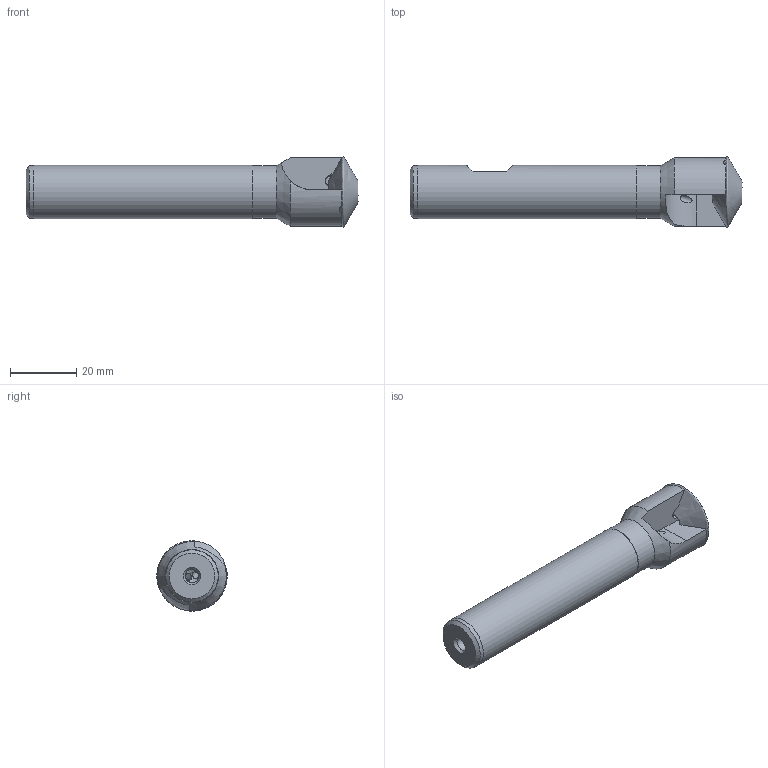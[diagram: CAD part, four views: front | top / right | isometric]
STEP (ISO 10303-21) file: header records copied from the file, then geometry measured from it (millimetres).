
FILE_DESCRIPTION (( 'STEP AP214' ), '1' );
FILE_NAME ('EF-30-84-2.STEP', '2013-11-08T10:56:07', ( '' ), ( '' ), 'SwSTEP 2.0', 'SolidWorks 2013', '' );
FILE_SCHEMA (( 'AUTOMOTIVE_DESIGN' ));
Length unit declared in the file: millimetre
Products named in the file (1): EF-30-84-2
Bounding box: 100.01 x 21.18 x 21.18 mm (x, y, z)
Volume: 18732.8 mm3; surface area: 7152.9 mm2
Topology: 1 solids, 1 shells, 41 faces, 120 edges, 77 vertices
Faces by surface type: plane 19, cylinder 13, cone 8, bspline 1
Full cylindrical faces by diameter (mm): 2.1 x2, 4 x1, 15.8 x1, 16 x1
Entity records: 2064 total; most frequent: CARTESIAN_POINT 1090, ORIENTED_EDGE 192, DIRECTION 170, EDGE_CURVE 96, AXIS2_PLACEMENT_3D 67, VERTEX_POINT 66, EDGE_LOOP 56, FACE_OUTER_BOUND 45
